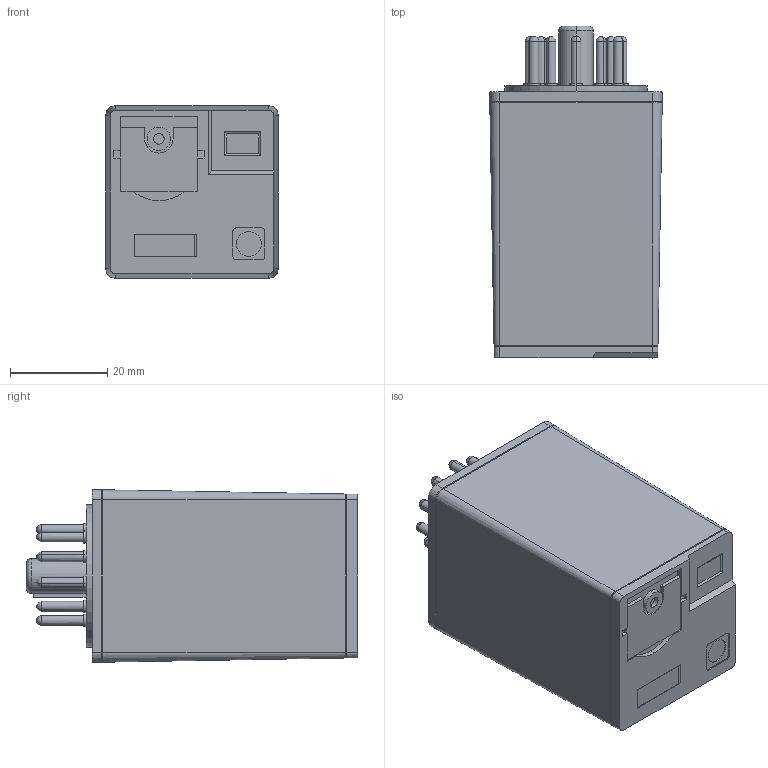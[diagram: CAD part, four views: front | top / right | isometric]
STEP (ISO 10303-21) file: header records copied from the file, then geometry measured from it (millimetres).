
FILE_DESCRIPTION(('starvars output'),'2;1');
FILE_NAME('cv20190909163219000024263.stp','16:32:19 2019/09/09',( 'Thomas Industrial Network Germany GmbH'),( 'Thomas Industrial Network Germany GmbH'),'unknown preprocess','ACIS' ,'unknown authorization');
FILE_SCHEMA(('AUTOMOTIVE_DESIGN_CC2 {UNKNOWN IMPLEMENTATION LEVEL}'));
Length unit declared in the file: millimetre
Products named in the file (1): PRODUCT_ID_3
Bounding box: 35.52 x 68.2 x 35.52 mm (x, y, z)
Volume: 66459.1 mm3; surface area: 11407 mm2
Topology: 1 solids, 1 shells, 191 faces, 476 edges, 298 vertices
Faces by surface type: plane 93, cylinder 62, sphere 22, cone 12, torus 2
Entity records: 6242 total; most frequent: ORIENTED_EDGE 864, CARTESIAN_POINT 752, DIRECTION 706, EDGE_CURVE 432, VERTEX_POINT 278, VECTOR 242, LINE 242, AXIS2_PLACEMENT_3D 232
